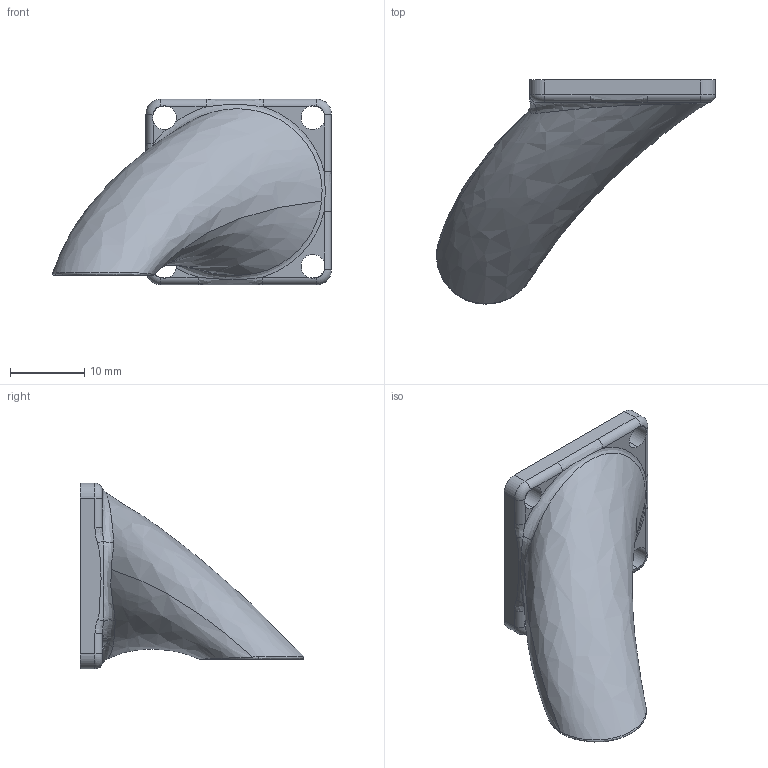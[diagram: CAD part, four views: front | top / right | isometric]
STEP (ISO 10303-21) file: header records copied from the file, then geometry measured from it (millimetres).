
FILE_DESCRIPTION (( 'STEP AP203' ), '1' );
FILE_NAME ('FAN-DUCT.STEP', '2022-04-21T14:27:33', ( 'Cyborg' ), ( '' ), 'SwSTEP 2.0', 'SolidWorks 2019', '' );
FILE_SCHEMA (( 'CONFIG_CONTROL_DESIGN' ));
Length unit declared in the file: millimetre
Products named in the file (1): FAN-DUCT
Bounding box: 37.58 x 30.16 x 25 mm (x, y, z)
Volume: 1869 mm3; surface area: 3644.4 mm2
Topology: 1 solids, 1 shells, 58 faces, 162 edges, 102 vertices
Faces by surface type: cylinder 20, bspline 18, plane 16, torus 4
Entity records: 5240 total; most frequent: CARTESIAN_POINT 3807, ORIENTED_EDGE 324, DIRECTION 234, EDGE_CURVE 162, VERTEX_POINT 102, AXIS2_PLACEMENT_3D 98, B_SPLINE_CURVE_WITH_KNOTS 67, EDGE_LOOP 64
